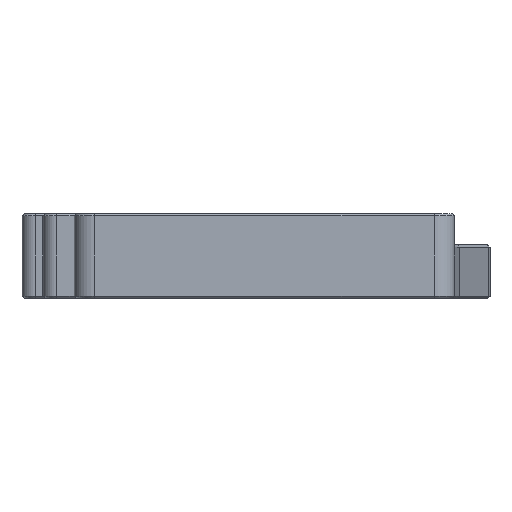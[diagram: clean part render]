
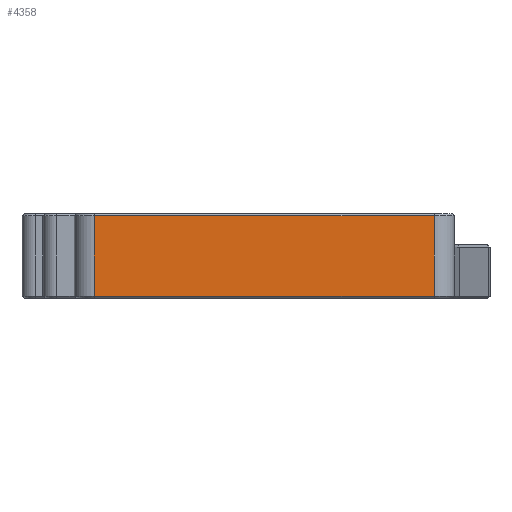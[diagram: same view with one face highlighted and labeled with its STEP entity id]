
A CAD part, left-side view. The second image highlights one B-rep face of the part: STEP entity #4358.
In plain terms, the highlighted planar face has unit normal (-1, 0, 0).
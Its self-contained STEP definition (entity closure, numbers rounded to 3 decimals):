
#4319=CARTESIAN_POINT('',(-67.133,-1.9,16.));
#4320=DIRECTION('',(-1.,0.,0.));
#4321=DIRECTION('',(0.,0.,1.));
#4322=AXIS2_PLACEMENT_3D('',#4319,#4320,#4321);
#4323=PLANE('',#4322);
#4324=CARTESIAN_POINT('',(-67.133,36.203,15.5));
#4325=VERTEX_POINT('',#4324);
#4326=CARTESIAN_POINT('',(-67.133,36.203,-2.5));
#4327=VERTEX_POINT('',#4326);
#4328=CARTESIAN_POINT('',(-67.133,36.203,15.5));
#4329=DIRECTION('',(0.,-0.,-1.));
#4330=VECTOR('',#4329,18.);
#4331=LINE('',#4328,#4330);
#4332=EDGE_CURVE('',#4325,#4327,#4331,.T.);
#4333=ORIENTED_EDGE('',*,*,#4332,.T.);
#4334=CARTESIAN_POINT('',(-67.133,-40.003,-2.5));
#4335=VERTEX_POINT('',#4334);
#4336=CARTESIAN_POINT('',(-67.133,36.203,-2.5));
#4337=DIRECTION('',(0.,-1.,0.));
#4338=VECTOR('',#4337,76.205);
#4339=LINE('',#4336,#4338);
#4340=EDGE_CURVE('',#4327,#4335,#4339,.T.);
#4341=ORIENTED_EDGE('',*,*,#4340,.T.);
#4342=CARTESIAN_POINT('',(-67.133,-40.003,15.5));
#4343=VERTEX_POINT('',#4342);
#4344=CARTESIAN_POINT('',(-67.133,-40.003,-2.5));
#4345=DIRECTION('',(-0.,0.,1.));
#4346=VECTOR('',#4345,18.);
#4347=LINE('',#4344,#4346);
#4348=EDGE_CURVE('',#4335,#4343,#4347,.T.);
#4349=ORIENTED_EDGE('',*,*,#4348,.T.);
#4350=CARTESIAN_POINT('',(-67.133,-40.003,15.5));
#4351=DIRECTION('',(0.,1.,0.));
#4352=VECTOR('',#4351,76.205);
#4353=LINE('',#4350,#4352);
#4354=EDGE_CURVE('',#4343,#4325,#4353,.T.);
#4355=ORIENTED_EDGE('',*,*,#4354,.T.);
#4356=EDGE_LOOP('',(#4333,#4341,#4349,#4355));
#4357=FACE_BOUND('',#4356,.T.);
#4358=ADVANCED_FACE('',(#4357),#4323,.T.);
